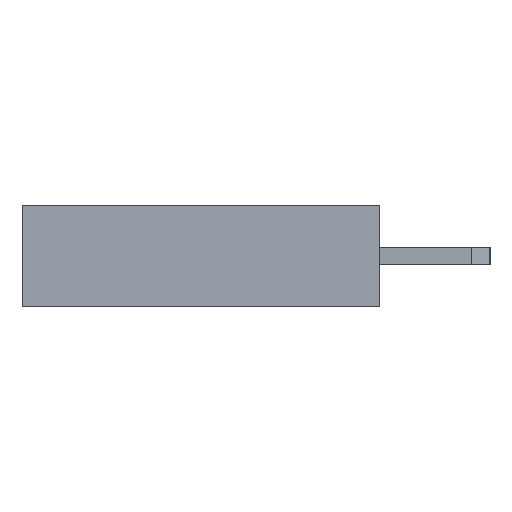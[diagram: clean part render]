
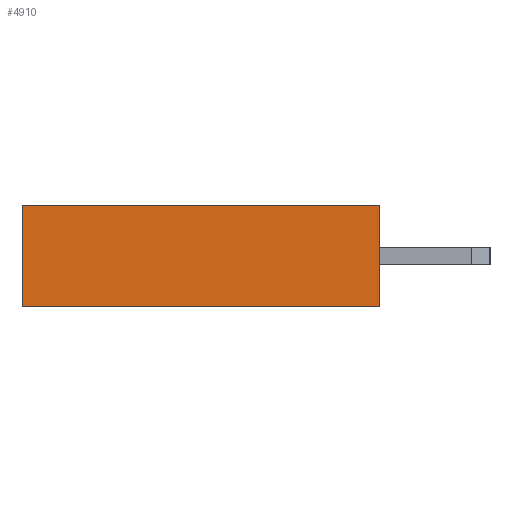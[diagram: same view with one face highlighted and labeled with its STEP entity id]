
A CAD part, left-side view. The second image highlights one B-rep face of the part: STEP entity #4910.
In plain terms, the highlighted planar face has unit normal (-1, 0, 0).
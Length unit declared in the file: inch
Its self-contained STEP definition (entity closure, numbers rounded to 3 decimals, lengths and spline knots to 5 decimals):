
#491=ORIENTED_EDGE('',*,*,#1752,.T.);
#492=ORIENTED_EDGE('',*,*,#1495,.F.);
#493=ORIENTED_EDGE('',*,*,#1785,.F.);
#494=ORIENTED_EDGE('',*,*,#1487,.T.);
#1487=EDGE_CURVE('',#2184,#2183,#2647,.T.);
#1495=EDGE_CURVE('',#2191,#2192,#2655,.T.);
#1752=EDGE_CURVE('',#2183,#2192,#2912,.T.);
#1785=EDGE_CURVE('',#2184,#2191,#2945,.T.);
#2183=VERTEX_POINT('',#6695);
#2184=VERTEX_POINT('',#6697);
#2191=VERTEX_POINT('',#6712);
#2192=VERTEX_POINT('',#6714);
#2647=LINE('',#6696,#3343);
#2655=LINE('',#6713,#3351);
#2912=LINE('',#7226,#3608);
#2945=LINE('',#7276,#3641);
#3343=VECTOR('',#5427,39.37008);
#3351=VECTOR('',#5437,39.37008);
#3608=VECTOR('',#5824,39.37008);
#3641=VECTOR('',#5891,39.37008);
#4058=EDGE_LOOP('',(#491,#492,#493,#494));
#4358=FACE_BOUND('',#4058,.T.);
#4658=PLANE('',#5188);
#4910=ADVANCED_FACE('',(#4358),#4658,.F.);
#5188=AXIS2_PLACEMENT_3D('',#7275,#5889,#5890);
#5427=DIRECTION('',(0.,-1.,0.));
#5437=DIRECTION('',(0.,-1.,0.));
#5824=DIRECTION('',(0.,0.,1.));
#5889=DIRECTION('',(1.,0.,0.));
#5890=DIRECTION('',(0.,0.,-1.));
#5891=DIRECTION('',(0.,0.,1.));
#6695=CARTESIAN_POINT('',(-0.81,0.,-0.0475));
#6696=CARTESIAN_POINT('',(-0.81,0.335,-0.0475));
#6697=CARTESIAN_POINT('',(-0.81,0.335,-0.0475));
#6712=CARTESIAN_POINT('',(-0.81,0.335,0.0475));
#6713=CARTESIAN_POINT('',(-0.81,0.335,0.0475));
#6714=CARTESIAN_POINT('',(-0.81,0.,0.0475));
#7226=CARTESIAN_POINT('',(-0.81,0.,-0.0475));
#7275=CARTESIAN_POINT('',(-0.81,0.335,-0.0475));
#7276=CARTESIAN_POINT('',(-0.81,0.335,-0.0475));
